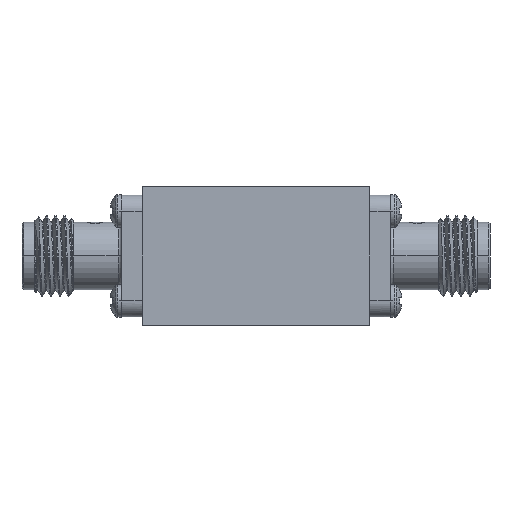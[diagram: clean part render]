
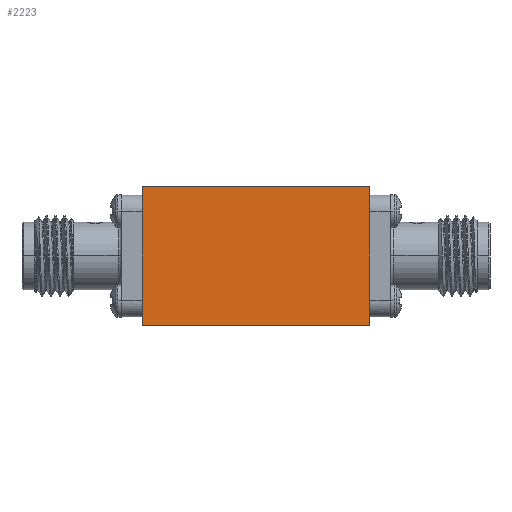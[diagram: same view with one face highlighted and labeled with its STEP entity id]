
A CAD part, left-side view. The second image highlights one B-rep face of the part: STEP entity #2223.
In plain terms, the highlighted planar face has unit normal (-1, 0, 0).
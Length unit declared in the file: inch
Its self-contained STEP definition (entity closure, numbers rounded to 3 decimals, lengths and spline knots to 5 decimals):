
#272 = EDGE_CURVE ( 'NONE', #7589, #19501, #31024, .T. ) ;
#2223 = ADVANCED_FACE ( 'NONE', ( #28828 ), #9403, .F. ) ;
#2252 = CARTESIAN_POINT ( 'NONE',  ( -0.72835, 0.35433, -0.21654 ) ) ;
#2902 = EDGE_CURVE ( 'NONE', #26408, #19501, #14799, .T. ) ;
#3598 = ORIENTED_EDGE ( 'NONE', *, *, #2902, .F. ) ;
#3700 = CARTESIAN_POINT ( 'NONE',  ( -0.72835, -0.35433, 0.21654 ) ) ;
#3881 = EDGE_CURVE ( 'NONE', #9881, #7589, #24174, .T. ) ;
#3889 = CARTESIAN_POINT ( 'NONE',  ( -0.72835, 0.35433, 0.21654 ) ) ;
#4164 = CARTESIAN_POINT ( 'NONE',  ( -0.72835, -0.35433, 0.21654 ) ) ;
#5968 = EDGE_CURVE ( 'NONE', #9881, #26408, #8513, .T. ) ;
#6783 = VECTOR ( 'NONE', #25973, 39.37008 ) ;
#7589 = VERTEX_POINT ( 'NONE', #2252 ) ;
#7926 = DIRECTION ( 'NONE',  ( 0., -1., 0. ) ) ;
#8513 = LINE ( 'NONE', #14353, #12177 ) ;
#9403 = PLANE ( 'NONE',  #27863 ) ;
#9881 = VERTEX_POINT ( 'NONE', #3889 ) ;
#10081 = DIRECTION ( 'NONE',  ( 0., 0., -1. ) ) ;
#10781 = CARTESIAN_POINT ( 'NONE',  ( -0.72835, 0.35433, 0.21654 ) ) ;
#11057 = DIRECTION ( 'NONE',  ( 0., -1., 0. ) ) ;
#12177 = VECTOR ( 'NONE', #11057, 39.37008 ) ;
#13725 = VECTOR ( 'NONE', #7926, 39.37008 ) ;
#14353 = CARTESIAN_POINT ( 'NONE',  ( -0.72835, -0.35433, 0.21654 ) ) ;
#14799 = LINE ( 'NONE', #4164, #6783 ) ;
#14880 = DIRECTION ( 'NONE',  ( 1., 0., 0. ) ) ;
#15487 = ORIENTED_EDGE ( 'NONE', *, *, #272, .T. ) ;
#19501 = VERTEX_POINT ( 'NONE', #32393 ) ;
#22391 = CARTESIAN_POINT ( 'NONE',  ( -0.72835, -0.35433, -0.21654 ) ) ;
#23932 = ORIENTED_EDGE ( 'NONE', *, *, #5968, .F. ) ;
#24174 = LINE ( 'NONE', #10781, #27318 ) ;
#25160 = ORIENTED_EDGE ( 'NONE', *, *, #3881, .T. ) ;
#25973 = DIRECTION ( 'NONE',  ( 0., 0., -1. ) ) ;
#26053 = DIRECTION ( 'NONE',  ( 0., 0., -1. ) ) ;
#26408 = VERTEX_POINT ( 'NONE', #32043 ) ;
#27318 = VECTOR ( 'NONE', #10081, 39.37008 ) ;
#27863 = AXIS2_PLACEMENT_3D ( 'NONE', #3700, #14880, #26053 ) ;
#28828 = FACE_OUTER_BOUND ( 'NONE', #34938, .T. ) ;
#31024 = LINE ( 'NONE', #22391, #13725 ) ;
#32043 = CARTESIAN_POINT ( 'NONE',  ( -0.72835, -0.35433, 0.21654 ) ) ;
#32393 = CARTESIAN_POINT ( 'NONE',  ( -0.72835, -0.35433, -0.21654 ) ) ;
#34938 = EDGE_LOOP ( 'NONE', ( #15487, #3598, #23932, #25160 ) ) ;
